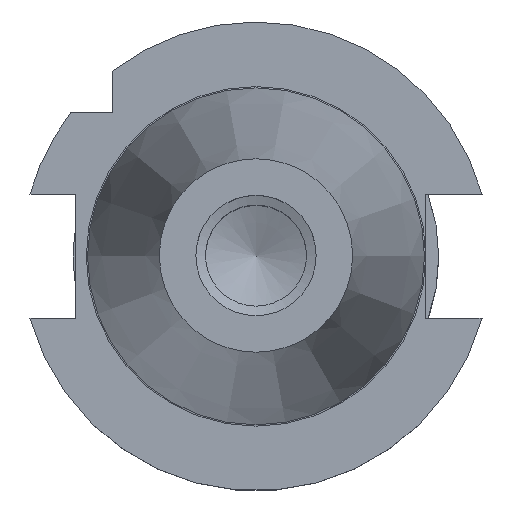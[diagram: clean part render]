
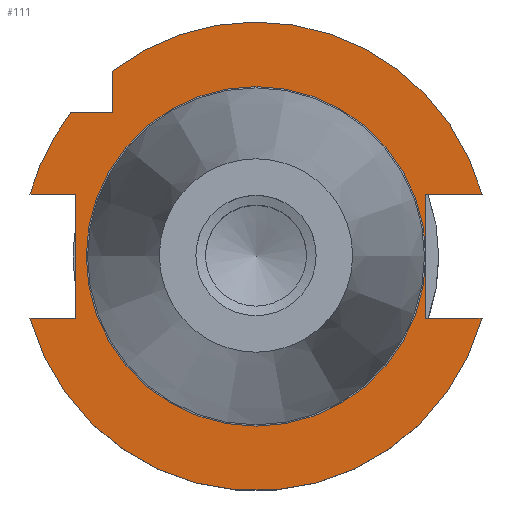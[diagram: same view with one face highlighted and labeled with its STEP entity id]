
A CAD part, top view. The second image highlights one B-rep face of the part: STEP entity #111.
In plain terms, the highlighted planar face has unit normal (0, 0, 1).
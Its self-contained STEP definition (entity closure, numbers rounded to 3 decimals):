
#111=ADVANCED_FACE('',(#182),#157,.F.);
#157=PLANE('',#881);
#182=FACE_OUTER_BOUND('',#217,.T.);
#217=EDGE_LOOP('',(#421,#422,#423,#424,#425,#426,#427,#428,#429,#430,#431,
#432,#433));
#282=LINE('',#1233,#338);
#294=LINE('',#1273,#350);
#295=LINE('',#1276,#351);
#296=LINE('',#1277,#352);
#297=LINE('',#1279,#353);
#298=LINE('',#1280,#354);
#299=LINE('',#1281,#355);
#300=LINE('',#1282,#356);
#301=LINE('',#1284,#357);
#338=VECTOR('',#983,1.);
#350=VECTOR('',#1019,1.);
#351=VECTOR('',#1020,1.);
#352=VECTOR('',#1021,1.);
#353=VECTOR('',#1022,1.);
#354=VECTOR('',#1023,1.);
#355=VECTOR('',#1024,1.);
#356=VECTOR('',#1025,1.);
#357=VECTOR('',#1026,1.);
#421=ORIENTED_EDGE('',*,*,#718,.T.);
#422=ORIENTED_EDGE('',*,*,#719,.T.);
#423=ORIENTED_EDGE('',*,*,#710,.T.);
#424=ORIENTED_EDGE('',*,*,#720,.T.);
#425=ORIENTED_EDGE('',*,*,#721,.F.);
#426=ORIENTED_EDGE('',*,*,#714,.F.);
#427=ORIENTED_EDGE('',*,*,#722,.F.);
#428=ORIENTED_EDGE('',*,*,#699,.F.);
#429=ORIENTED_EDGE('',*,*,#723,.T.);
#430=ORIENTED_EDGE('',*,*,#706,.F.);
#431=ORIENTED_EDGE('',*,*,#724,.F.);
#432=ORIENTED_EDGE('',*,*,#725,.T.);
#433=ORIENTED_EDGE('',*,*,#726,.T.);
#621=VERTEX_POINT('',#1234);
#622=VERTEX_POINT('',#1235);
#624=VERTEX_POINT('',#1242);
#626=VERTEX_POINT('',#1246);
#627=VERTEX_POINT('',#1250);
#630=VERTEX_POINT('',#1255);
#632=VERTEX_POINT('',#1260);
#634=VERTEX_POINT('',#1264);
#637=VERTEX_POINT('',#1274);
#638=VERTEX_POINT('',#1275);
#639=VERTEX_POINT('',#1278);
#640=VERTEX_POINT('',#1283);
#699=EDGE_CURVE('',#621,#622,#282,.T.);
#706=EDGE_CURVE('',#626,#624,#803,.T.);
#710=EDGE_CURVE('',#627,#630,#805,.T.);
#714=EDGE_CURVE('',#634,#632,#807,.T.);
#718=EDGE_CURVE('',#637,#638,#294,.T.);
#719=EDGE_CURVE('',#638,#627,#295,.T.);
#720=EDGE_CURVE('',#630,#639,#296,.T.);
#721=EDGE_CURVE('',#632,#639,#297,.T.);
#722=EDGE_CURVE('',#622,#634,#298,.T.);
#723=EDGE_CURVE('',#621,#624,#299,.T.);
#724=EDGE_CURVE('',#640,#626,#300,.T.);
#725=EDGE_CURVE('',#640,#637,#301,.T.);
#726=EDGE_CURVE('',#637,#637,#809,.T.);
#803=CIRCLE('',#870,48.725);
#805=CIRCLE('',#873,48.725);
#807=CIRCLE('',#876,48.725);
#809=CIRCLE('',#880,35.3);
#870=AXIS2_PLACEMENT_3D('',#1247,#993,#994);
#873=AXIS2_PLACEMENT_3D('',#1256,#1001,#1002);
#876=AXIS2_PLACEMENT_3D('',#1265,#1009,#1010);
#880=AXIS2_PLACEMENT_3D('',#1285,#1027,#1028);
#881=AXIS2_PLACEMENT_3D('',#1286,#1029,#1030);
#983=DIRECTION('',(0.,1.,0.));
#993=DIRECTION('',(0.,0.,-1.));
#994=DIRECTION('',(-1.,0.,0.));
#1001=DIRECTION('',(0.,0.,1.));
#1002=DIRECTION('',(-1.,0.,0.));
#1009=DIRECTION('',(0.,0.,-1.));
#1010=DIRECTION('',(-1.,0.,0.));
#1019=DIRECTION('',(0.,1.,0.));
#1020=DIRECTION('',(1.,0.,0.));
#1021=DIRECTION('',(0.,-1.,0.));
#1022=DIRECTION('',(1.,0.,0.));
#1023=DIRECTION('',(-1.,0.,0.));
#1024=DIRECTION('',(-1.,0.,0.));
#1025=DIRECTION('',(1.,0.,0.));
#1026=DIRECTION('',(0.,1.,0.));
#1027=DIRECTION('',(0.,0.,-1.));
#1028=DIRECTION('',(-1.,0.,0.));
#1029=DIRECTION('',(0.,0.,-1.));
#1030=DIRECTION('',(-1.,0.,0.));
#1233=CARTESIAN_POINT('',(-37.5,34.7,-3.2));
#1234=CARTESIAN_POINT('',(-37.5,-12.903,-3.2));
#1235=CARTESIAN_POINT('',(-37.5,12.903,-3.2));
#1242=CARTESIAN_POINT('',(-46.986,-12.903,-3.2));
#1246=CARTESIAN_POINT('',(46.986,-12.903,-3.2));
#1247=CARTESIAN_POINT('',(0.,0.,-3.2));
#1250=CARTESIAN_POINT('',(46.986,12.903,-3.2));
#1255=CARTESIAN_POINT('',(-29.85,38.511,-3.2));
#1256=CARTESIAN_POINT('',(0.,0.,-3.2));
#1260=CARTESIAN_POINT('',(-38.511,29.85,-3.2));
#1264=CARTESIAN_POINT('',(-46.986,12.903,-3.2));
#1265=CARTESIAN_POINT('',(0.,0.,-3.2));
#1273=CARTESIAN_POINT('',(35.3,34.7,-3.2));
#1274=CARTESIAN_POINT('',(35.3,0.,-3.2));
#1275=CARTESIAN_POINT('',(35.3,12.903,-3.2));
#1276=CARTESIAN_POINT('',(58.725,12.903,-3.2));
#1277=CARTESIAN_POINT('',(-29.85,34.7,-3.2));
#1278=CARTESIAN_POINT('',(-29.85,29.85,-3.2));
#1279=CARTESIAN_POINT('',(0.,29.85,-3.2));
#1280=CARTESIAN_POINT('',(0.,12.903,-3.2));
#1281=CARTESIAN_POINT('',(-58.725,-12.903,-3.2));
#1282=CARTESIAN_POINT('',(0.,-12.903,-3.2));
#1283=CARTESIAN_POINT('',(35.3,-12.903,-3.2));
#1284=CARTESIAN_POINT('',(35.3,34.7,-3.2));
#1285=CARTESIAN_POINT('',(0.,0.,-3.2));
#1286=CARTESIAN_POINT('',(0.,34.7,-3.2));
